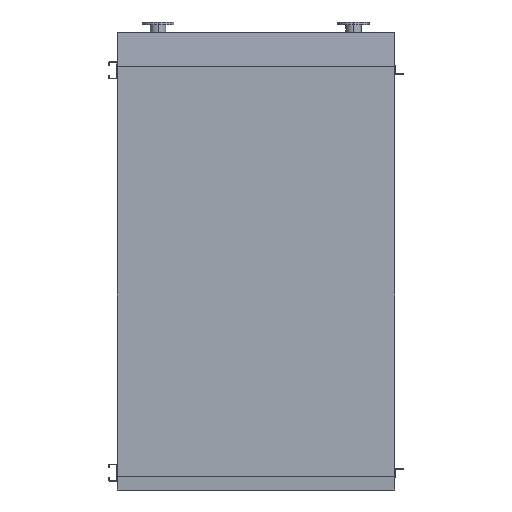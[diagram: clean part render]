
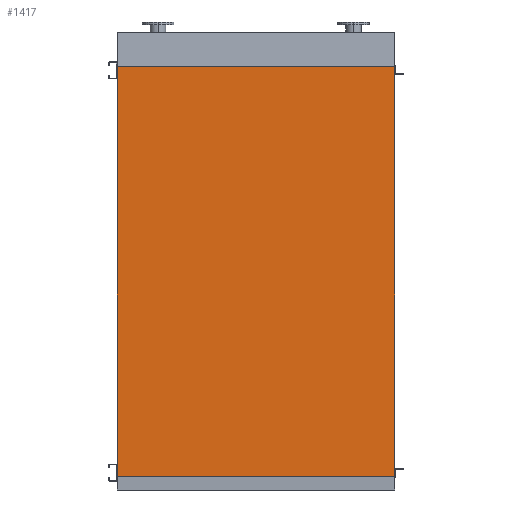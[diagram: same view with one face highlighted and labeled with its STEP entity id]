
A CAD part, front view. The second image highlights one B-rep face of the part: STEP entity #1417.
In plain terms, the highlighted planar face has unit normal (0, -1, 0).
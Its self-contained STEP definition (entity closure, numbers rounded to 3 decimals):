
#311 = CARTESIAN_POINT ( 'NONE',  ( 965., 0., -2850. ) ) ;
#733 = EDGE_CURVE ( 'NONE', #7203, #5834, #1901, .T. ) ;
#1417 = ADVANCED_FACE ( 'NONE', ( #1937 ), #5056, .T. ) ;
#1572 = ORIENTED_EDGE ( 'NONE', *, *, #733, .T. ) ;
#1879 = VECTOR ( 'NONE', #7897, 1000. ) ;
#1901 = LINE ( 'NONE', #311, #3909 ) ;
#1904 = EDGE_LOOP ( 'NONE', ( #4947, #2884, #10061, #1572 ) ) ;
#1937 = FACE_OUTER_BOUND ( 'NONE', #1904, .T. ) ;
#2543 = CARTESIAN_POINT ( 'NONE',  ( 965., 0., 0. ) ) ;
#2765 = CARTESIAN_POINT ( 'NONE',  ( -965., 0., -2850. ) ) ;
#2777 = EDGE_CURVE ( 'NONE', #4132, #10120, #7043, .T. ) ;
#2797 = VECTOR ( 'NONE', #4582, 1000. ) ;
#2884 = ORIENTED_EDGE ( 'NONE', *, *, #2777, .F. ) ;
#3471 = EDGE_CURVE ( 'NONE', #4132, #7203, #6094, .T. ) ;
#3769 = CARTESIAN_POINT ( 'NONE',  ( 965., 0., -2850. ) ) ;
#3909 = VECTOR ( 'NONE', #4254, 1000. ) ;
#4132 = VERTEX_POINT ( 'NONE', #4345 ) ;
#4254 = DIRECTION ( 'NONE',  ( 0., 0., 1. ) ) ;
#4293 = DIRECTION ( 'NONE',  ( 0., -1., 0. ) ) ;
#4345 = CARTESIAN_POINT ( 'NONE',  ( -965., 0., -2850. ) ) ;
#4582 = DIRECTION ( 'NONE',  ( 0., 0., 1. ) ) ;
#4637 = CARTESIAN_POINT ( 'NONE',  ( -965., 0., -2850. ) ) ;
#4762 = CARTESIAN_POINT ( 'NONE',  ( -965., 0., 0. ) ) ;
#4947 = ORIENTED_EDGE ( 'NONE', *, *, #9071, .F. ) ;
#5056 = PLANE ( 'NONE',  #8827 ) ;
#5749 = VECTOR ( 'NONE', #9011, 1000. ) ;
#5834 = VERTEX_POINT ( 'NONE', #2543 ) ;
#6094 = LINE ( 'NONE', #2765, #5749 ) ;
#7043 = LINE ( 'NONE', #4637, #2797 ) ;
#7203 = VERTEX_POINT ( 'NONE', #3769 ) ;
#7426 = DIRECTION ( 'NONE',  ( 0., 0., -1. ) ) ;
#7897 = DIRECTION ( 'NONE',  ( 1., 0., 0. ) ) ;
#8189 = CARTESIAN_POINT ( 'NONE',  ( -965., 0., -2850. ) ) ;
#8347 = CARTESIAN_POINT ( 'NONE',  ( -965., 0., 0. ) ) ;
#8827 = AXIS2_PLACEMENT_3D ( 'NONE', #8189, #4293, #7426 ) ;
#9011 = DIRECTION ( 'NONE',  ( 1., 0., 0. ) ) ;
#9071 = EDGE_CURVE ( 'NONE', #10120, #5834, #9430, .T. ) ;
#9430 = LINE ( 'NONE', #4762, #1879 ) ;
#10061 = ORIENTED_EDGE ( 'NONE', *, *, #3471, .T. ) ;
#10120 = VERTEX_POINT ( 'NONE', #8347 ) ;
